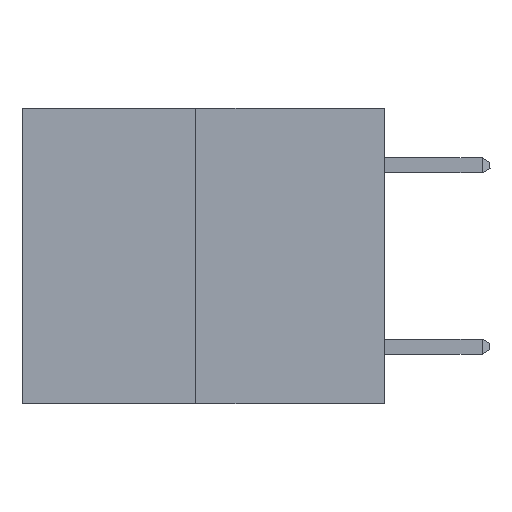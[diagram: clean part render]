
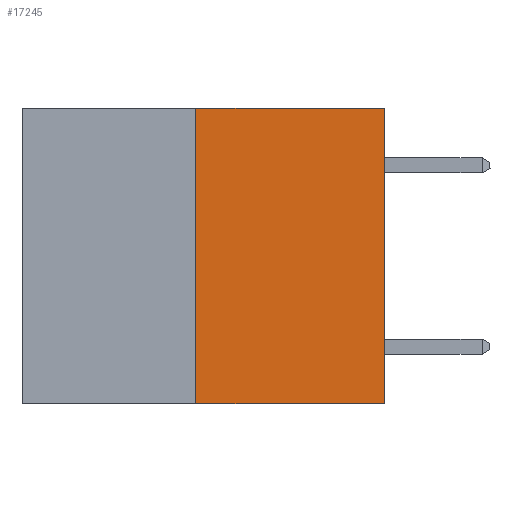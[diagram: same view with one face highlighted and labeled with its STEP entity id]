
A CAD part, left-side view. The second image highlights one B-rep face of the part: STEP entity #17245.
In plain terms, the highlighted planar face has unit normal (-1, 0, 0).
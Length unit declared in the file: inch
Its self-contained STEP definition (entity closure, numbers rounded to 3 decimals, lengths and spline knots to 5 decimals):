
#1894 = VERTEX_POINT ( 'NONE', #16562 ) ;
#1938 = ORIENTED_EDGE ( 'NONE', *, *, #7658, .F. ) ;
#2114 = CARTESIAN_POINT ( 'NONE',  ( 0., 0.6, 0. ) ) ;
#2482 = CARTESIAN_POINT ( 'NONE',  ( 0., 0., 0. ) ) ;
#2945 = DIRECTION ( 'NONE',  ( 0., 0., 1. ) ) ;
#3132 = CARTESIAN_POINT ( 'NONE',  ( 0., 0.312, -0.49 ) ) ;
#4977 = DIRECTION ( 'NONE',  ( 0., 0., -1. ) ) ;
#5820 = LINE ( 'NONE', #2114, #9534 ) ;
#6207 = CARTESIAN_POINT ( 'NONE',  ( 0., 0., -0.49 ) ) ;
#6773 = CARTESIAN_POINT ( 'NONE',  ( 0., 0.312, -0.49 ) ) ;
#6981 = AXIS2_PLACEMENT_3D ( 'NONE', #13439, #26294, #4977 ) ;
#7020 = DIRECTION ( 'NONE',  ( 0., -1., 0. ) ) ;
#7658 = EDGE_CURVE ( 'NONE', #25368, #1894, #18240, .T. ) ;
#8141 = EDGE_CURVE ( 'NONE', #1894, #11418, #5820, .T. ) ;
#8430 = EDGE_CURVE ( 'NONE', #25368, #21727, #20828, .T. ) ;
#9177 = CARTESIAN_POINT ( 'NONE',  ( 0., 0., 0. ) ) ;
#9223 = PLANE ( 'NONE',  #6981 ) ;
#9534 = VECTOR ( 'NONE', #14736, 39.37008 ) ;
#9554 = CARTESIAN_POINT ( 'NONE',  ( 0., 0.6, -0.49 ) ) ;
#9861 = VECTOR ( 'NONE', #7020, 39.37008 ) ;
#10544 = EDGE_LOOP ( 'NONE', ( #1938, #18954, #13860, #12149 ) ) ;
#11418 = VERTEX_POINT ( 'NONE', #2482 ) ;
#11459 = EDGE_CURVE ( 'NONE', #21727, #11418, #13628, .T. ) ;
#12149 = ORIENTED_EDGE ( 'NONE', *, *, #8141, .F. ) ;
#13439 = CARTESIAN_POINT ( 'NONE',  ( 0., 0.6, 0. ) ) ;
#13628 = LINE ( 'NONE', #9177, #27612 ) ;
#13860 = ORIENTED_EDGE ( 'NONE', *, *, #11459, .T. ) ;
#14736 = DIRECTION ( 'NONE',  ( 0., -1., 0. ) ) ;
#16562 = CARTESIAN_POINT ( 'NONE',  ( 0., 0.312, 0. ) ) ;
#17245 = ADVANCED_FACE ( 'NONE', ( #25488 ), #9223, .F. ) ;
#18240 = LINE ( 'NONE', #3132, #27248 ) ;
#18954 = ORIENTED_EDGE ( 'NONE', *, *, #8430, .T. ) ;
#20828 = LINE ( 'NONE', #9554, #9861 ) ;
#21727 = VERTEX_POINT ( 'NONE', #6207 ) ;
#25368 = VERTEX_POINT ( 'NONE', #6773 ) ;
#25488 = FACE_OUTER_BOUND ( 'NONE', #10544, .T. ) ;
#26046 = DIRECTION ( 'NONE',  ( 0., 0., 1. ) ) ;
#26294 = DIRECTION ( 'NONE',  ( 1., 0., 0. ) ) ;
#27248 = VECTOR ( 'NONE', #2945, 39.37008 ) ;
#27612 = VECTOR ( 'NONE', #26046, 39.37008 ) ;
